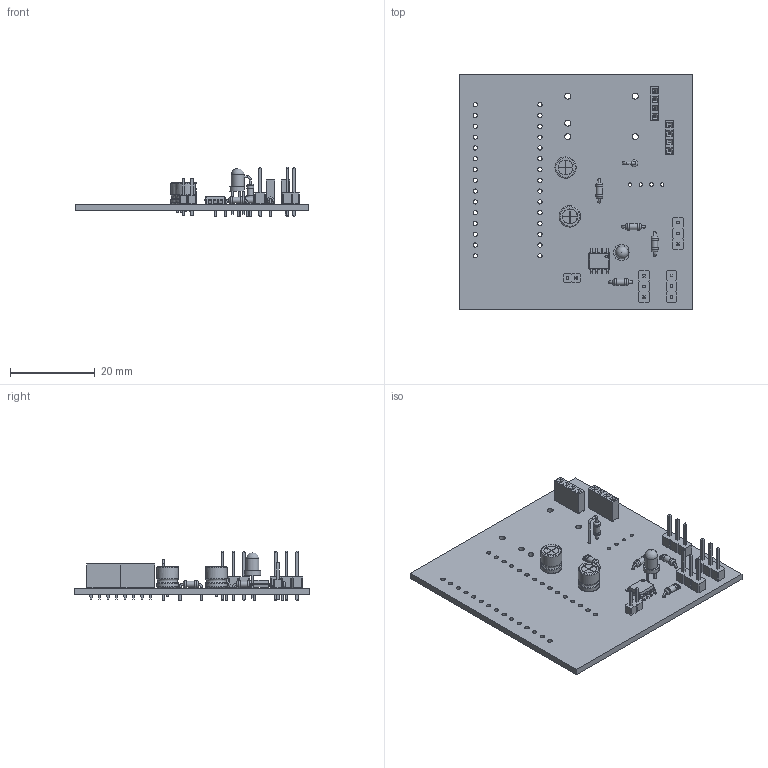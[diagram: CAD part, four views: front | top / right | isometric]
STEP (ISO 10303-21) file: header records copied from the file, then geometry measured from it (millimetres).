
FILE_DESCRIPTION(('KiCad electronic assembly'),'2;1');
FILE_NAME('weather station1.step','2026-02-15T01:30:19',('Pcbnew'),( 'Kicad'),'Open CASCADE STEP processor 7.9','KiCad to STEP converter' ,'Unknown');
FILE_SCHEMA(('AUTOMOTIVE_DESIGN { 1 0 10303 214 1 1 1 1 }'));
Length unit declared in the file: millimetre
Products named in the file (10): weather station1 1; PinHeader_1x03_P2.54mm_Vertical; PinHeader_1x02_P2.00mm_Vertical; CP_Radial_D5.0mm_P2.00mm; R_Axial_DIN0204_L3.6mm_D1.6mm_P5.08mm_Horizontal; R_Axial_DIN0204_L3.6mm_D1.6mm_P2.54mm_Vertical; PinSocket_1x04_P2.00mm_Vertical; LED_D3.0mm; SOIC-8_3.9x4.9mm_P1.27mm; weather station_PCB
Assembly tree (16 placements, depth 2):
  weather station1 1
    PinHeader_1x03_P2.54mm_Vertical  x3
    PinHeader_1x02_P2.00mm_Vertical
    CP_Radial_D5.0mm_P2.00mm  x2
    R_Axial_DIN0204_L3.6mm_D1.6mm_P5.08mm_Horizontal  x4
    R_Axial_DIN0204_L3.6mm_D1.6mm_P2.54mm_Vertical
    PinSocket_1x04_P2.00mm_Vertical  x2
    LED_D3.0mm
    SOIC-8_3.9x4.9mm_P1.27mm
    weather station_PCB
Bounding box: 55 x 55.5 x 11.54 mm (x, y, z)
Volume: 5186.6 mm3; surface area: 8262.5 mm2
Topology: 16 solids, 18 shells, 926 faces, 2269 edges, 1443 vertices
Faces by surface type: plane 702, cylinder 161, bspline 28, torus 24, revolution 10, sphere 1
Full cylindrical faces by diameter (mm): 0.5 x16, 0.7 x10, 0.8 x18, 0.9 x2, 1 x39, 1.4 x5, 1.44 x5, 1.6 x10, 3 x1
Entity records: 22316 total; most frequent: CARTESIAN_POINT 3894, ORIENTED_EDGE 2857, DIRECTION 2802, EDGE_CURVE 1429, LINE 1079, VECTOR 1079, VERTEX_POINT 915, AXIS2_PLACEMENT_3D 859
